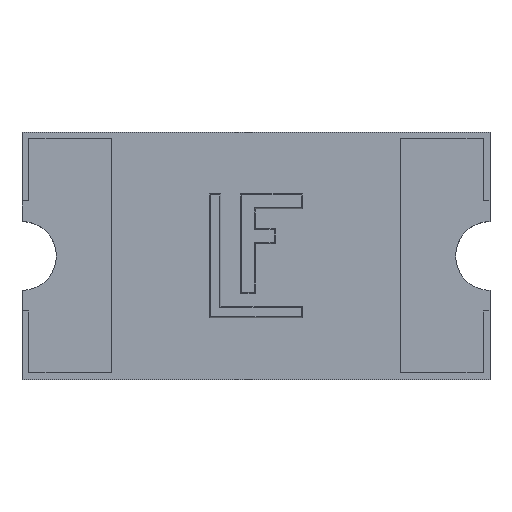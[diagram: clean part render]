
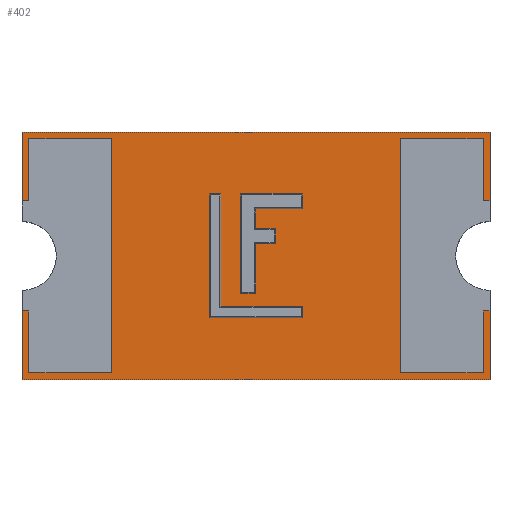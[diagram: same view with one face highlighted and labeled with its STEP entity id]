
A CAD part, top view. The second image highlights one B-rep face of the part: STEP entity #402.
In plain terms, the highlighted planar face has unit normal (0, 0, 1).
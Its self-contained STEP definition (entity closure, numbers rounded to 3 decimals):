
#402=ADVANCED_FACE('',(#1958),#1960,.T.);
#1958=FACE_BOUND('',#1959,.T.);
#1959=EDGE_LOOP('',(#3167,#3168,#3169,#3170,#3171,#3172,#3173,#3174));
#1960=PLANE('',#1961);
#1961=AXIS2_PLACEMENT_3D('',#1962,#1963,#1964);
#1962=CARTESIAN_POINT('',(0.,0.,0.55));
#1963=DIRECTION('',(0.,0.,1.));
#1964=DIRECTION('',(1.,0.,0.));
#3167=ORIENTED_EDGE('',*,*,#4060,.T.);
#3168=ORIENTED_EDGE('',*,*,#4061,.T.);
#3169=ORIENTED_EDGE('',*,*,#4062,.T.);
#3170=ORIENTED_EDGE('',*,*,#4051,.T.);
#3171=ORIENTED_EDGE('',*,*,#4059,.T.);
#3172=ORIENTED_EDGE('',*,*,#4063,.T.);
#3173=ORIENTED_EDGE('',*,*,#4064,.T.);
#3174=ORIENTED_EDGE('',*,*,#4065,.T.);
#4051=EDGE_CURVE('',#4590,#4588,#4591,.T.);
#4059=EDGE_CURVE('',#4588,#4602,#4604,.T.);
#4060=EDGE_CURVE('',#4605,#4606,#4607,.T.);
#4061=EDGE_CURVE('',#4606,#4608,#4609,.T.);
#4062=EDGE_CURVE('',#4608,#4590,#4610,.T.);
#4063=EDGE_CURVE('',#4602,#4611,#4612,.T.);
#4064=EDGE_CURVE('',#4611,#4613,#4614,.T.);
#4065=EDGE_CURVE('',#4613,#4605,#4615,.T.);
#4588=VERTEX_POINT('',#5567);
#4590=VERTEX_POINT('',#5571);
#4591=CIRCLE('',#5572,0.3);
#4602=VERTEX_POINT('',#5599);
#4604=LINE('',#5603,#5604);
#4605=VERTEX_POINT('',#5606);
#4606=VERTEX_POINT('',#5607);
#4607=LINE('',#5608,#5609);
#4608=VERTEX_POINT('',#5611);
#4609=LINE('',#5612,#5613);
#4610=LINE('',#5615,#5616);
#4611=VERTEX_POINT('',#5618);
#4612=LINE('',#5619,#5620);
#4613=VERTEX_POINT('',#5622);
#4614=LINE('',#5623,#5624);
#4615=CIRCLE('',#5626,0.3);
#5567=CARTESIAN_POINT('',(-1.7,-0.3,0.55));
#5571=CARTESIAN_POINT('',(-1.7,0.3,0.55));
#5572=AXIS2_PLACEMENT_3D('',#5573,#5574,#5575);
#5573=CARTESIAN_POINT('',(-1.7,0.,0.55));
#5574=DIRECTION('',(0.,0.,-1.));
#5575=DIRECTION('',(0.,1.,0.));
#5599=CARTESIAN_POINT('',(-1.7,-0.9,0.55));
#5603=CARTESIAN_POINT('',(-1.7,-0.3,0.55));
#5604=VECTOR('',#5605,1.);
#5605=DIRECTION('',(0.,-1.,0.));
#5606=CARTESIAN_POINT('',(1.7,0.3,0.55));
#5607=CARTESIAN_POINT('',(1.7,0.9,0.55));
#5608=CARTESIAN_POINT('',(1.7,0.3,0.55));
#5609=VECTOR('',#5610,1.);
#5610=DIRECTION('',(0.,1.,0.));
#5611=CARTESIAN_POINT('',(-1.7,0.9,0.55));
#5612=CARTESIAN_POINT('',(1.7,0.9,0.55));
#5613=VECTOR('',#5614,1.);
#5614=DIRECTION('',(-1.,0.,0.));
#5615=CARTESIAN_POINT('',(-1.7,0.9,0.55));
#5616=VECTOR('',#5617,1.);
#5617=DIRECTION('',(0.,-1.,0.));
#5618=CARTESIAN_POINT('',(1.7,-0.9,0.55));
#5619=CARTESIAN_POINT('',(-1.7,-0.9,0.55));
#5620=VECTOR('',#5621,1.);
#5621=DIRECTION('',(1.,0.,0.));
#5622=CARTESIAN_POINT('',(1.7,-0.3,0.55));
#5623=CARTESIAN_POINT('',(1.7,-0.9,0.55));
#5624=VECTOR('',#5625,1.);
#5625=DIRECTION('',(0.,1.,0.));
#5626=AXIS2_PLACEMENT_3D('',#5627,#5628,#5629);
#5627=CARTESIAN_POINT('',(1.7,0.,0.55));
#5628=DIRECTION('',(0.,0.,-1.));
#5629=DIRECTION('',(0.,-1.,0.));
